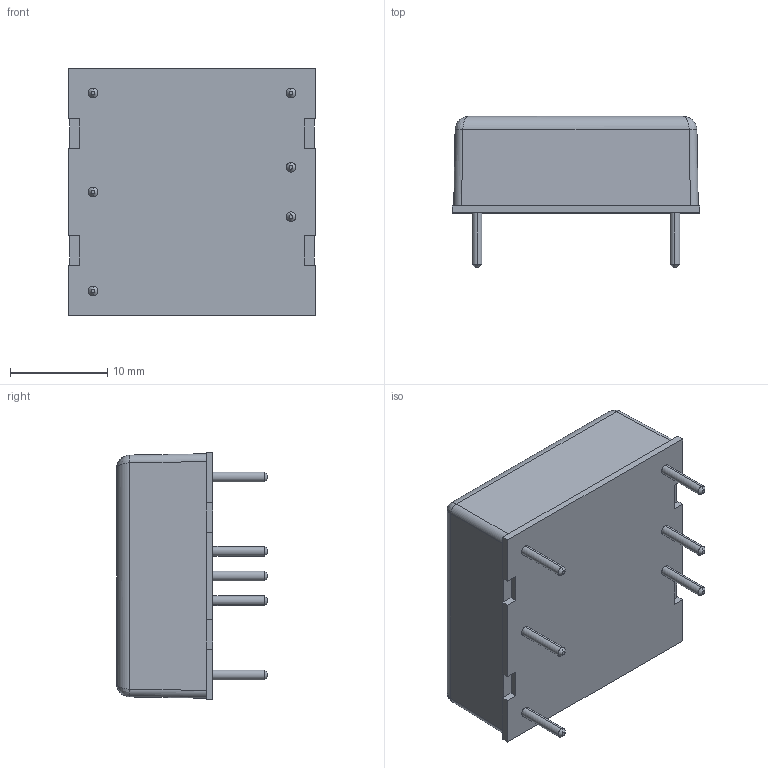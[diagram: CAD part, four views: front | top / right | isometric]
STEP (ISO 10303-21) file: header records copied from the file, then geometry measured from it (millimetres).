
FILE_DESCRIPTION (( 'STEP AP214' ), '1' );
FILE_NAME ('THN 30WI.STEP', '2018-10-11T05:18:19', ( 'user' ), ( '' ), 'SwSTEP 2.0', 'SolidWorks 2016', '' );
FILE_SCHEMA (( 'AUTOMOTIVE_DESIGN' ));
Length unit declared in the file: millimetre
Products named in the file (1): THN 30WI
Bounding box: 25.4 x 15.5 x 25.4 mm (x, y, z)
Volume: 6145.7 mm3; surface area: 2297.9 mm2
Topology: 1 solids, 1 shells, 76 faces, 176 edges, 104 vertices
Faces by surface type: plane 40, cylinder 20, cone 12, bspline 4
Entity records: 2768 total; most frequent: CARTESIAN_POINT 553, DIRECTION 346, ORIENTED_EDGE 344, EDGE_CURVE 172, LINE 120, VECTOR 120, AXIS2_PLACEMENT_3D 113, VERTEX_POINT 104
